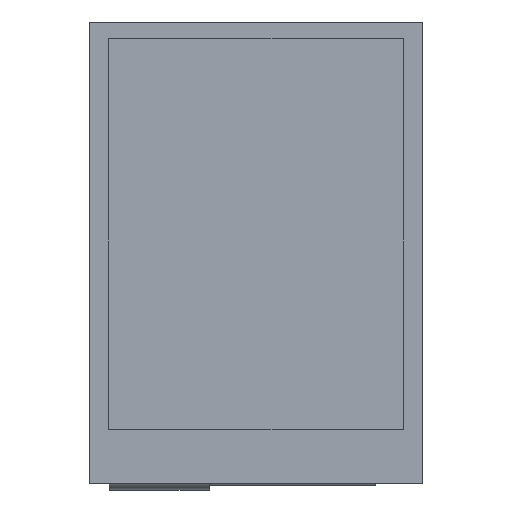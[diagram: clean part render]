
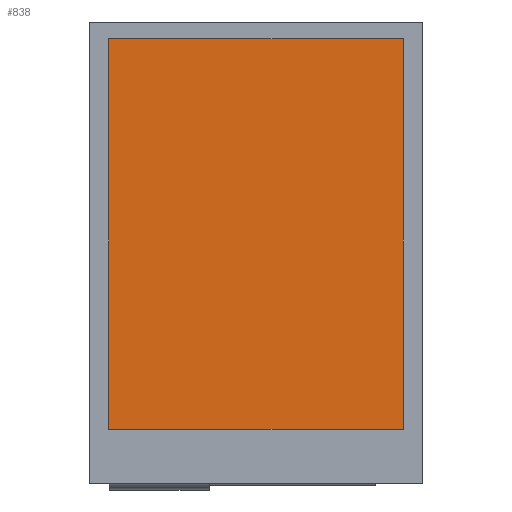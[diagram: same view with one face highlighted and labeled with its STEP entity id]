
A CAD part, top view. The second image highlights one B-rep face of the part: STEP entity #838.
In plain terms, the highlighted planar face has unit normal (0, 0, 1).
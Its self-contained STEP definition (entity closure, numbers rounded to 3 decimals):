
#72=FACE_OUTER_BOUND('',#121,.T.);
#121=EDGE_LOOP('',(#569,#570,#571,#572));
#169=LINE('',#1233,#260);
#173=LINE('',#1240,#264);
#176=LINE('',#1246,#267);
#178=LINE('',#1249,#269);
#260=VECTOR('',#982,10.);
#264=VECTOR('',#988,10.);
#267=VECTOR('',#993,10.);
#269=VECTOR('',#997,10.);
#351=VERTEX_POINT('',#1230);
#352=VERTEX_POINT('',#1232);
#354=VERTEX_POINT('',#1238);
#356=VERTEX_POINT('',#1244);
#431=EDGE_CURVE('',#351,#352,#169,.T.);
#435=EDGE_CURVE('',#354,#351,#173,.T.);
#438=EDGE_CURVE('',#356,#354,#176,.T.);
#440=EDGE_CURVE('',#352,#356,#178,.T.);
#569=ORIENTED_EDGE('',*,*,#440,.F.);
#570=ORIENTED_EDGE('',*,*,#431,.F.);
#571=ORIENTED_EDGE('',*,*,#435,.F.);
#572=ORIENTED_EDGE('',*,*,#438,.F.);
#805=PLANE('',#902);
#838=ADVANCED_FACE('',(#72),#805,.F.);
#902=AXIS2_PLACEMENT_3D('',#1250,#998,#999);
#982=DIRECTION('',(0.,-1.,0.));
#988=DIRECTION('',(1.,0.,0.));
#993=DIRECTION('',(0.,1.,0.));
#997=DIRECTION('',(-1.,0.,0.));
#998=DIRECTION('center_axis',(0.,0.,-1.));
#999=DIRECTION('ref_axis',(-1.,0.,0.));
#1230=CARTESIAN_POINT('',(22.1,52.1,-0.001));
#1232=CARTESIAN_POINT('',(22.1,-6.5,-0.001));
#1233=CARTESIAN_POINT('',(22.1,52.1,-0.001));
#1238=CARTESIAN_POINT('',(-22.1,52.1,-0.001));
#1240=CARTESIAN_POINT('',(-22.1,52.1,-0.001));
#1244=CARTESIAN_POINT('',(-22.1,-6.5,-0.001));
#1246=CARTESIAN_POINT('',(-22.1,-6.5,-0.001));
#1249=CARTESIAN_POINT('',(22.1,-6.5,-0.001));
#1250=CARTESIAN_POINT('Origin',(0.,22.8,-0.001));
